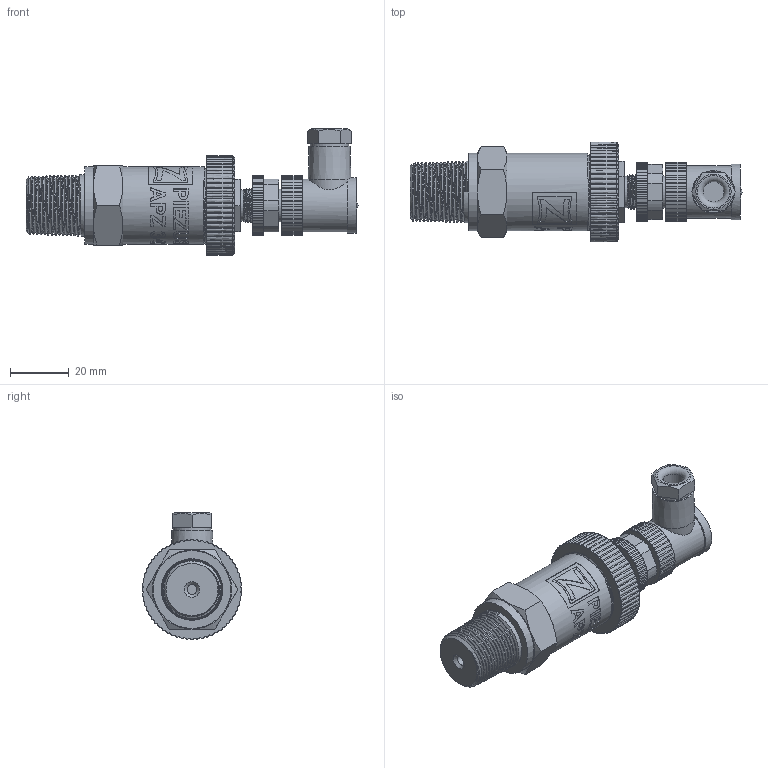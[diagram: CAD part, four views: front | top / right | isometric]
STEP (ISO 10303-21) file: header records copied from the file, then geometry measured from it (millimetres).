
FILE_DESCRIPTION(/* description */ (''),/* implementation_level */ '2;1');
FILE_NAME(/* name */ 'APZ3420_1''2NPT_M12x1-angular.step',/* time_stamp */ '2021-06-18T15:35:23+03:00',/* author */ (''),/* organization */ (''),/* preprocessor_version */ 'ST-DEVELOPER v18.1',/* originating_system */ 'Autodesk Translation Framework v10.9.0.1377',/* authorisation */ '');
FILE_SCHEMA (('AUTOMOTIVE_DESIGN { 1 0 10303 214 3 1 1 }'));
Products named in the file (6): APZ3420_; 1/2 NPT; OMAL nut M27x1.5; M12x1 male; Ш100.000.002; M12x1 female angular
Assembly tree (5 placements, depth 2):
  APZ3420_
    1/2 NPT
    OMAL nut M27x1.5
    M12x1 male
    Ш100.000.002
    M12x1 female angular
Bounding box: 113.07 x 34 x 43.2 mm (x, y, z)
Volume: 52093.6 mm3; surface area: 20817.6 mm2
Topology: 16 solids, 16 shells, 981 faces, 2734 edges, 1832 vertices
Faces by surface type: bspline 445, cylinder 318, plane 169, cone 45, torus 3, sphere 1
Full cylindrical faces by diameter (mm): 1 x12, 1.5 x4, 3.3 x1, 7 x1, 8 x1, 8.2 x1, 9.471 x2, 10.6 x2, 10.741 x6, 11.035 x4, 11.156 x1, 11.884 x5, 12.152 x4, 13 x1, 14 x1, 14.137 x4, 14.526 x3, 15.85 x3, 16.203 x3, 18 x1, 19 x1, 21.4 x2, 22.3 x1, 22.4 x1, 24.5 x1, 25.132 x4, 25.526 x4, 26.5 x6, 27.208 x5
Entity records: 56980 total; most frequent: CARTESIAN_POINT 35018, ORIENTED_EDGE 5468, DIRECTION 3063, EDGE_CURVE 2734, VERTEX_POINT 1832, B_SPLINE_CURVE_WITH_KNOTS 1218, AXIS2_PLACEMENT_3D 1090, EDGE_LOOP 1044
